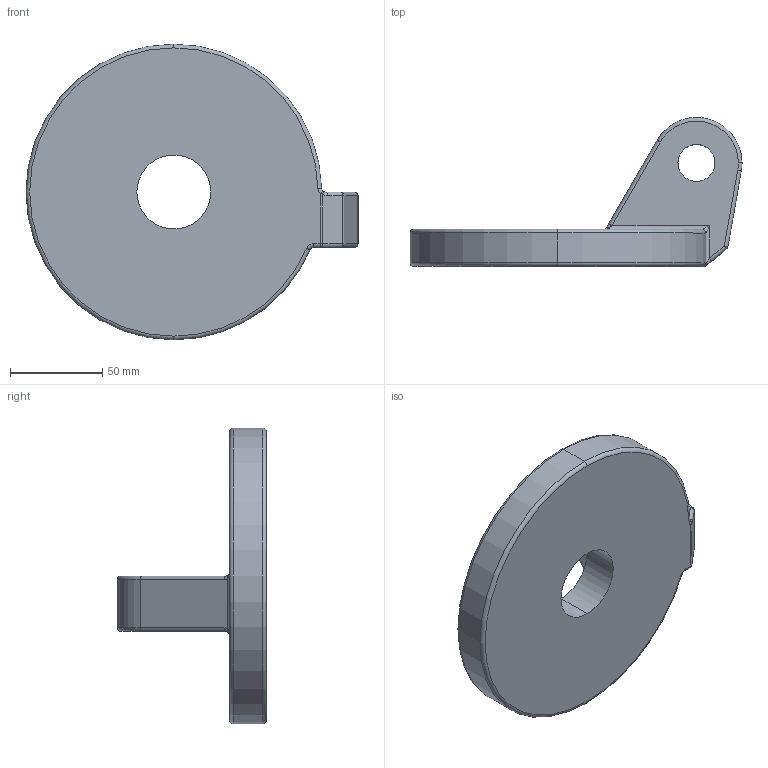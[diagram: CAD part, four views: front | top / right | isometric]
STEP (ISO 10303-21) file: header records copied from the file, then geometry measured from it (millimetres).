
FILE_DESCRIPTION (( 'STEP AP203' ), '1' );
FILE_NAME ('Link_T_Default_sldprt.STEP', '2023-11-28T09:58:33', ( '' ), ( '' ), 'SwSTEP 2.0', 'SolidWorks 2018', '' );
FILE_SCHEMA (( 'CONFIG_CONTROL_DESIGN' ));
Length unit declared in the file: millimetre
Products named in the file (1): Link_T_Default_sldprt
Bounding box: 179.64 x 80.62 x 160 mm (x, y, z)
Volume: 467939.6 mm3; surface area: 60425.1 mm2
Topology: 1 solids, 1 shells, 55 faces, 127 edges, 68 vertices
Faces by surface type: cylinder 23, torus 12, bspline 9, plane 7, sphere 4
Entity records: 1751 total; most frequent: CARTESIAN_POINT 500, DIRECTION 263, ORIENTED_EDGE 242, EDGE_CURVE 121, AXIS2_PLACEMENT_3D 113, VERTEX_POINT 68, CIRCLE 66, EDGE_LOOP 59
